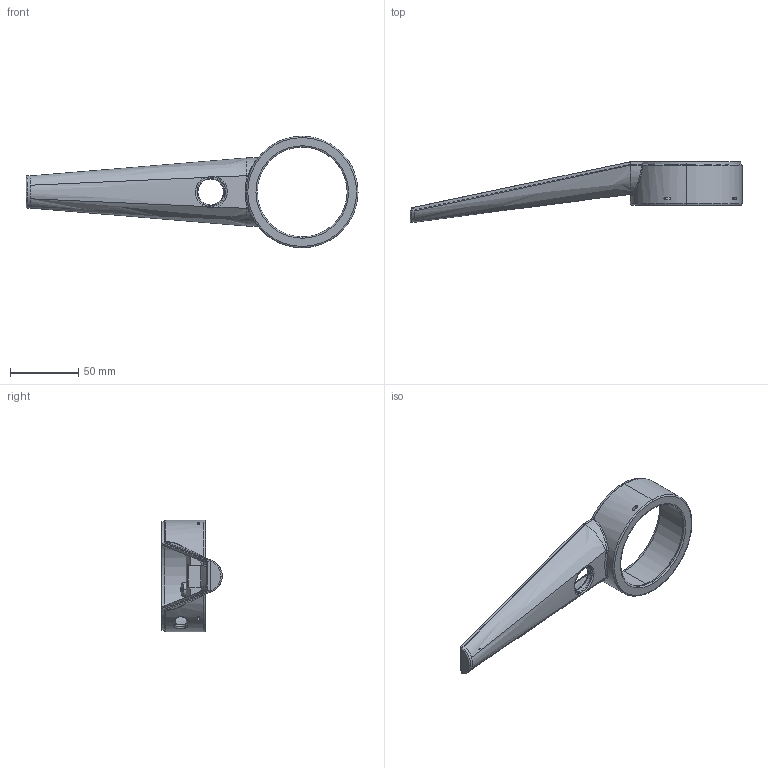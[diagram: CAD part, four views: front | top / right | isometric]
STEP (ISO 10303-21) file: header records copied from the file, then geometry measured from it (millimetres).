
FILE_DESCRIPTION (( 'STEP AP203' ), '1' );
FILE_NAME ('top_shell_angle.STEP', '2026-01-22T16:21:43', ( '' ), ( '' ), 'SwSTEP 2.0', 'SolidWorks 2025', '' );
FILE_SCHEMA (( 'CONFIG_CONTROL_DESIGN' ));
Length unit declared in the file: millimetre
Products named in the file (1): top_shell_angle
Bounding box: 244 x 44.5 x 82 mm (x, y, z)
Volume: 51534 mm3; surface area: 37600.3 mm2
Topology: 1 solids, 1 shells, 206 faces, 552 edges, 345 vertices
Faces by surface type: cylinder 71, plane 71, bspline 37, torus 16, cone 8, sphere 3
Entity records: 9320 total; most frequent: CARTESIAN_POINT 4507, ORIENTED_EDGE 1094, DIRECTION 858, EDGE_CURVE 547, VERTEX_POINT 345, AXIS2_PLACEMENT_3D 328, EDGE_LOOP 222, FACE_OUTER_BOUND 206
